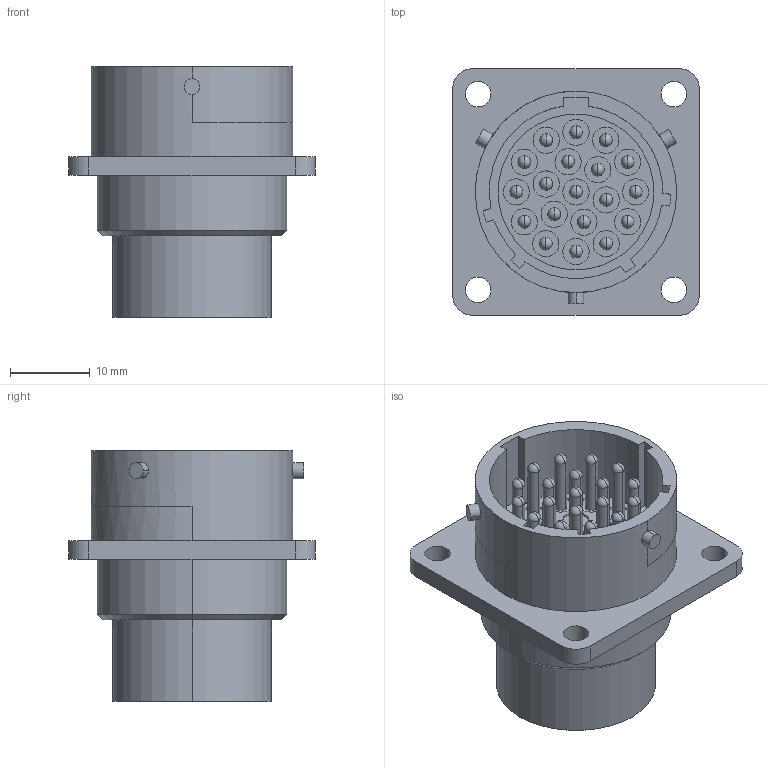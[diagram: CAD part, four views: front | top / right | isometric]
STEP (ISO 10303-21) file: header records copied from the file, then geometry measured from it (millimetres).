
FILE_DESCRIPTION((''),'2;1');
FILE_NAME('UTG01619P_CATALOGUE','2010-06-09T',('amartin'),('SOURIAU'),'PRO/ENGINEER BY PARAMETRIC TECHNOLOGY CORPORATION, 2007390','PRO/ENGINEER BY PARAMETRIC TECHNOLOGY CORPORATION, 2007390','');
FILE_SCHEMA(('CONFIG_CONTROL_DESIGN'));
Length unit declared in the file: millimetre
Products named in the file (1): UTG01619P_CATALOGUE
Bounding box: 31 x 31 x 31.55 mm (x, y, z)
Volume: 11175.4 mm3; surface area: 5986.5 mm2
Topology: 1 solids, 1 shells, 261 faces, 591 edges, 362 vertices
Faces by surface type: cylinder 156, plane 65, sphere 38, cone 2
Entity records: 7516 total; most frequent: CARTESIAN_POINT 1479, DIRECTION 1415, ORIENTED_EDGE 1106, AXIS2_PLACEMENT_3D 609, EDGE_CURVE 553, VERTEX_POINT 362, CIRCLE 348, EDGE_LOOP 337
